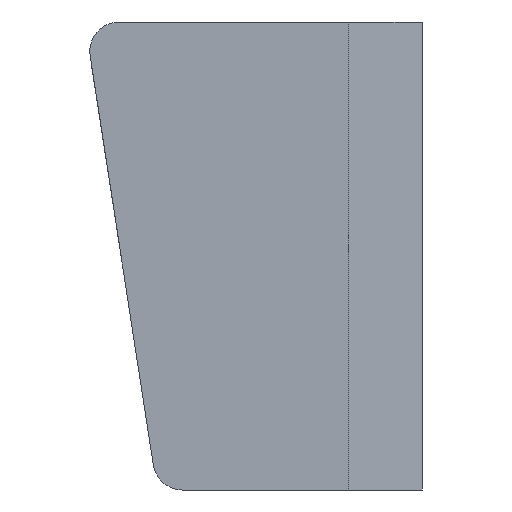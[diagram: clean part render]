
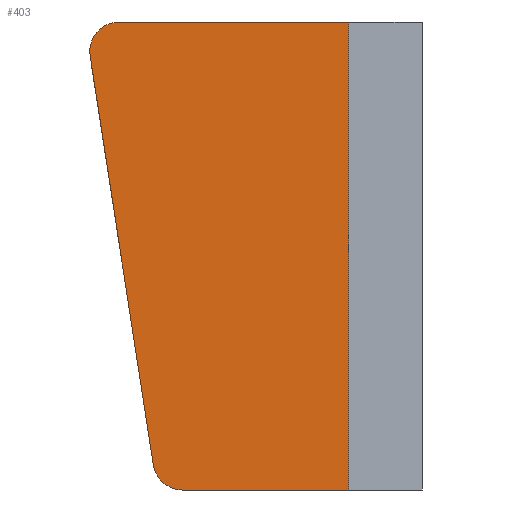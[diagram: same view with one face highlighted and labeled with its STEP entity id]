
A CAD part, left-side view. The second image highlights one B-rep face of the part: STEP entity #403.
In plain terms, the highlighted planar face has unit normal (-1, 0, 0).
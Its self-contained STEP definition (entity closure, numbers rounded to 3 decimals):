
#46=CIRCLE('',#439,1.);
#47=CIRCLE('',#444,1.);
#67=FACE_OUTER_BOUND('',#97,.T.);
#97=EDGE_LOOP('',(#333,#334,#335,#336,#337,#338));
#123=LINE('',#615,#157);
#129=LINE('',#636,#163);
#133=LINE('',#661,#167);
#136=LINE('',#671,#170);
#157=VECTOR('',#479,10.);
#163=VECTOR('',#501,10.);
#167=VECTOR('',#537,10.);
#170=VECTOR('',#546,10.);
#190=VERTEX_POINT('',#612);
#191=VERTEX_POINT('',#614);
#198=VERTEX_POINT('',#634);
#202=VERTEX_POINT('',#656);
#203=VERTEX_POINT('',#660);
#207=VERTEX_POINT('',#670);
#227=EDGE_CURVE('',#191,#190,#123,.T.);
#239=EDGE_CURVE('',#198,#190,#129,.T.);
#247=EDGE_CURVE('',#191,#202,#46,.T.);
#249=EDGE_CURVE('',#203,#202,#133,.T.);
#254=EDGE_CURVE('',#198,#207,#136,.T.);
#255=EDGE_CURVE('',#203,#207,#47,.T.);
#333=ORIENTED_EDGE('',*,*,#239,.F.);
#334=ORIENTED_EDGE('',*,*,#254,.T.);
#335=ORIENTED_EDGE('',*,*,#255,.F.);
#336=ORIENTED_EDGE('',*,*,#249,.T.);
#337=ORIENTED_EDGE('',*,*,#247,.F.);
#338=ORIENTED_EDGE('',*,*,#227,.T.);
#384=PLANE('',#443);
#403=ADVANCED_FACE('',(#67),#384,.T.);
#439=AXIS2_PLACEMENT_3D('',#657,#532,#533);
#443=AXIS2_PLACEMENT_3D('',#669,#544,#545);
#444=AXIS2_PLACEMENT_3D('',#672,#547,#548);
#479=DIRECTION('',(0.,-1.,0.));
#501=DIRECTION('',(0.,0.,-1.));
#532=DIRECTION('center_axis',(1.,0.,0.));
#533=DIRECTION('ref_axis',(0.,0.651,-0.759));
#537=DIRECTION('',(0.,-0.153,-0.988));
#544=DIRECTION('center_axis',(-1.,0.,0.));
#545=DIRECTION('ref_axis',(0.,0.,1.));
#546=DIRECTION('',(0.,1.,0.));
#547=DIRECTION('center_axis',(1.,0.,0.));
#548=DIRECTION('ref_axis',(0.,0.759,0.651));
#612=CARTESIAN_POINT('',(-36.65,2.5,1.6));
#614=CARTESIAN_POINT('',(-36.65,8.145,1.6));
#615=CARTESIAN_POINT('',(-36.65,0.,1.6));
#634=CARTESIAN_POINT('',(-36.65,2.5,17.5));
#636=CARTESIAN_POINT('',(-36.65,2.5,13.525));
#656=CARTESIAN_POINT('',(-36.65,9.133,2.447));
#657=CARTESIAN_POINT('Origin',(-36.65,8.145,2.6));
#660=CARTESIAN_POINT('',(-36.65,11.283,16.347));
#661=CARTESIAN_POINT('',(-36.65,9.002,1.6));
#669=CARTESIAN_POINT('Origin',(-36.65,5.731,9.55));
#670=CARTESIAN_POINT('',(-36.65,10.295,17.5));
#671=CARTESIAN_POINT('',(-36.65,0.,17.5));
#672=CARTESIAN_POINT('Origin',(-36.65,10.295,16.5));
